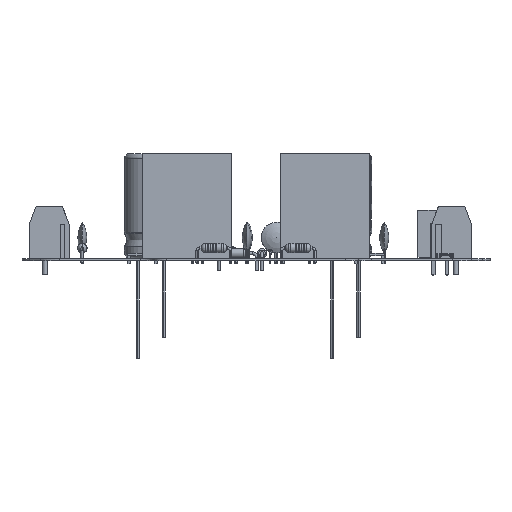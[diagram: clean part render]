
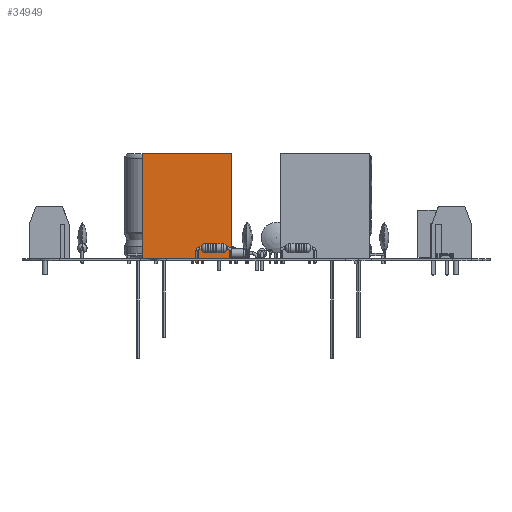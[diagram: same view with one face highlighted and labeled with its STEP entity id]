
A CAD part, front view. The second image highlights one B-rep face of the part: STEP entity #34949.
In plain terms, the highlighted planar face has unit normal (0, -1, 0).
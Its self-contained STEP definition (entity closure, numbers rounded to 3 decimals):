
#34924 = VERTEX_POINT('',#34925);
#34925 = CARTESIAN_POINT('',(8.509,-11.983,20.));
#34931 = EDGE_CURVE('',#34932,#34924,#34934,.T.);
#34932 = VERTEX_POINT('',#34933);
#34933 = CARTESIAN_POINT('',(8.509,-11.983,0.));
#34934 = LINE('',#34935,#34936);
#34935 = CARTESIAN_POINT('',(8.509,-11.983,0.));
#34936 = VECTOR('',#34937,1.);
#34937 = DIRECTION('',(0.,0.,1.));
#34949 = ADVANCED_FACE('',(#34950),#34975,.T.);
#34950 = FACE_BOUND('',#34951,.T.);
#34951 = EDGE_LOOP('',(#34952,#34953,#34961,#34969));
#34952 = ORIENTED_EDGE('',*,*,#34931,.T.);
#34953 = ORIENTED_EDGE('',*,*,#34954,.T.);
#34954 = EDGE_CURVE('',#34924,#34955,#34957,.T.);
#34955 = VERTEX_POINT('',#34956);
#34956 = CARTESIAN_POINT('',(-8.509,-11.983,20.));
#34957 = LINE('',#34958,#34959);
#34958 = CARTESIAN_POINT('',(8.509,-11.983,20.));
#34959 = VECTOR('',#34960,1.);
#34960 = DIRECTION('',(-1.,0.,0.));
#34961 = ORIENTED_EDGE('',*,*,#34962,.F.);
#34962 = EDGE_CURVE('',#34963,#34955,#34965,.T.);
#34963 = VERTEX_POINT('',#34964);
#34964 = CARTESIAN_POINT('',(-8.509,-11.983,0.));
#34965 = LINE('',#34966,#34967);
#34966 = CARTESIAN_POINT('',(-8.509,-11.983,0.));
#34967 = VECTOR('',#34968,1.);
#34968 = DIRECTION('',(0.,0.,1.));
#34969 = ORIENTED_EDGE('',*,*,#34970,.F.);
#34970 = EDGE_CURVE('',#34932,#34963,#34971,.T.);
#34971 = LINE('',#34972,#34973);
#34972 = CARTESIAN_POINT('',(8.509,-11.983,0.));
#34973 = VECTOR('',#34974,1.);
#34974 = DIRECTION('',(-1.,0.,0.));
#34975 = PLANE('',#34976);
#34976 = AXIS2_PLACEMENT_3D('',#34977,#34978,#34979);
#34977 = CARTESIAN_POINT('',(8.509,-11.983,0.));
#34978 = DIRECTION('',(0.,-1.,0.));
#34979 = DIRECTION('',(-1.,0.,0.));
